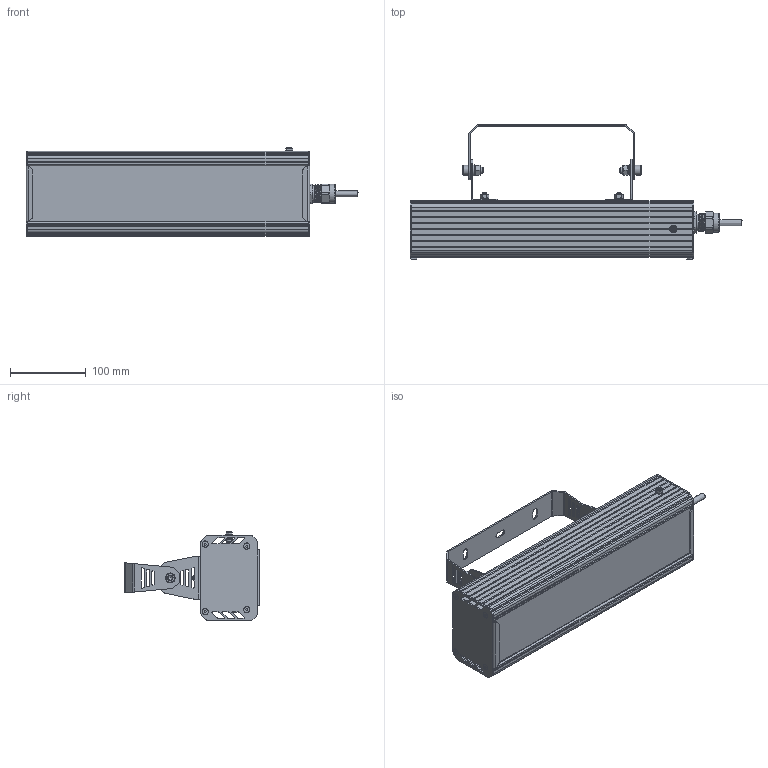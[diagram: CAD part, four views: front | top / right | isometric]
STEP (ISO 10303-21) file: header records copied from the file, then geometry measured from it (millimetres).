
FILE_DESCRIPTION(('STEP AP214'), '1');
FILE_NAME('001.0090.15.000 - ÃÑÏ-Ïðèìà-2Åõ-50', '2024-04-02T06:00:56', ('Åâãåíèé'), ('ÎÊÁ Ñâîé Ñòèëü'), 'C3D Converter', 'C3D Toolkit', '');
FILE_SCHEMA(('AUTOMOTIVE_DESIGN { 1 0 10303 214 3 1 1}'));
Length unit declared in the file: millimetre
Products named in the file (44): 001.0090.15.000
Assembly tree (69 placements, depth 3):
  001.0090.15.000
    (unnamed)
      (unnamed)  x4
      (unnamed)  x4
      (unnamed)
      (unnamed)
      (unnamed)
      (unnamed)
      (unnamed)
      (unnamed)
      (unnamed)
      (unnamed)
      (unnamed)
      (unnamed)
    (unnamed)  x5
      (unnamed)
      (unnamed)
      (unnamed)
      (unnamed)
      (unnamed)
      (unnamed)
      (unnamed)
      (unnamed)
      (unnamed)
    (unnamed)
      (unnamed)
    (unnamed)
      (unnamed)
      (unnamed)
      (unnamed)  x2
      (unnamed)
      (unnamed)
      (unnamed)
      (unnamed)
      (unnamed)
      (unnamed)
      (unnamed)
      (unnamed)
      (unnamed)  x2
      (unnamed)
      (unnamed)
      (unnamed)
      (unnamed)
      (unnamed)
Bounding box: 439 x 178.44 x 117.15 mm (x, y, z)
Volume: 765748.5 mm3; surface area: 667905.3 mm2
Topology: 209 solids, 209 shells, 2580 faces, 6214 edges, 4143 vertices
Faces by surface type: plane 1695, cylinder 756, cone 77, bspline 31, sphere 15, torus 6
Full cylindrical faces by diameter (mm): 1 x15, 2 x10, 2.5 x20, 2.8 x125, 3.2 x15, 3.5 x25, 4 x9, 4.917 x2, 5 x3, 6 x5, 6.6 x2, 6.647 x2, 7 x2, 8 x10, 8.5 x4, 9 x4, 10 x1, 11 x2, 12.5 x1, 13 x3, 15 x4, 16 x1, 17 x1, 18 x1, 18.5 x1, 19 x1, 20 x1, 21.5 x1, 22 x2, 25.5 x1
Entity records: 77968 total; most frequent: CARTESIAN_POINT 36038, DIRECTION 7912, ORIENTED_EDGE 6766, EDGE_CURVE 3383, AXIS2_PLACEMENT_3D 2884, VERTEX_POINT 2331, LINE 2144, VECTOR 2144
